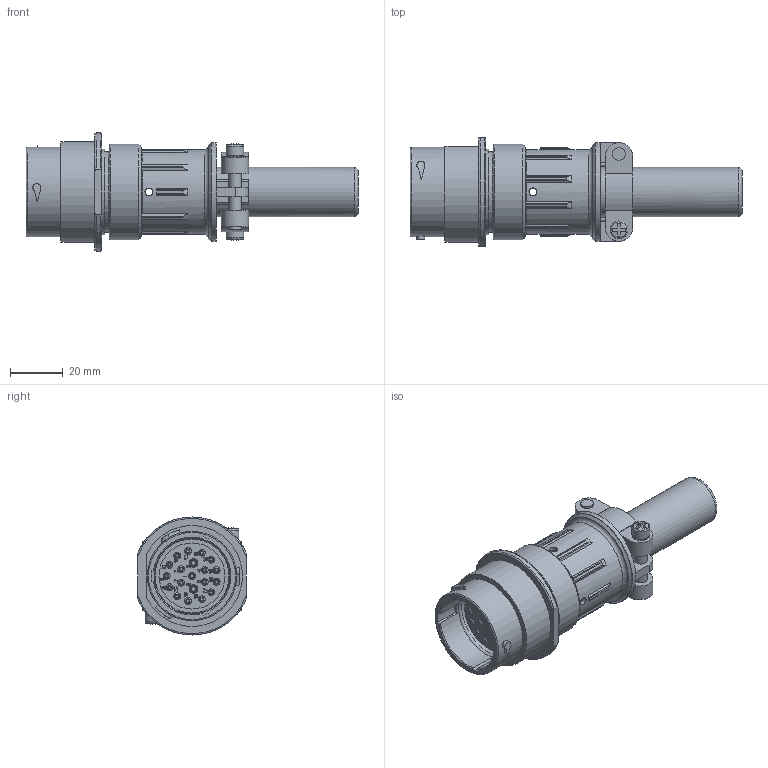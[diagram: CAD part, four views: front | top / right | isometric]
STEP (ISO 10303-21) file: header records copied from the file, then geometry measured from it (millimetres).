
FILE_DESCRIPTION(/* description */ ('STEP AP214'),/* implementation_level */ '2;1');
FILE_NAME(/* name */ 'AHDM04-18-20PR-059',/* time_stamp */ '2023-01-23T15:06:57+01:00',/* author */ ('License CC BY-ND 4.0'),/* organization */ ('CADENAS'),/* preprocessor_version */ 'ST-DEVELOPER v18.102',/* originating_system */ 'PARTsolutions',/* authorisation */ ' ');
FILE_SCHEMA (('AUTOMOTIVE_DESIGN {1 0 10303 214 3 1 1}'));
Length unit declared in the file: millimetre
Products named in the file (3): AHDM04-18-20PR-059; AHDMBS-18-059; AHDM04-18-20PR
Assembly tree (2 placements, depth 2):
  AHDM04-18-20PR-059
    AHDMBS-18-059
    AHDM04-18-20PR
Bounding box: 125.45 x 41.1 x 44.6 mm (x, y, z)
Volume: 64229.7 mm3; surface area: 26517 mm2
Topology: 2 solids, 2 shells, 1075 faces, 2620 edges, 1744 vertices
Faces by surface type: plane 721, cylinder 242, torus 67, cone 43, sphere 2
Full cylindrical faces by diameter (mm): 0.45 x3, 0.5 x1, 0.51 x1, 0.54 x6, 0.6 x1, 1.1 x18, 1.7 x2, 3 x4, 3.2 x18, 4.3 x2, 4.8 x6, 6.475 x2, 6.7 x2, 15.9 x1, 18.7 x1, 24.8 x1, 25 x1, 28.7 x2, 30.34 x1, 30.376 x1, 30.74 x1, 32.1 x1, 32.2 x1, 33.76 x1, 36 x1, 37.3 x1
Entity records: 38024 total; most frequent: CARTESIAN_POINT 5603, DIRECTION 5118, ORIENTED_EDGE 4794, EDGE_CURVE 2397, AXIS2_PLACEMENT_3D 1740, VERTEX_POINT 1689, LINE 1638, VECTOR 1638
